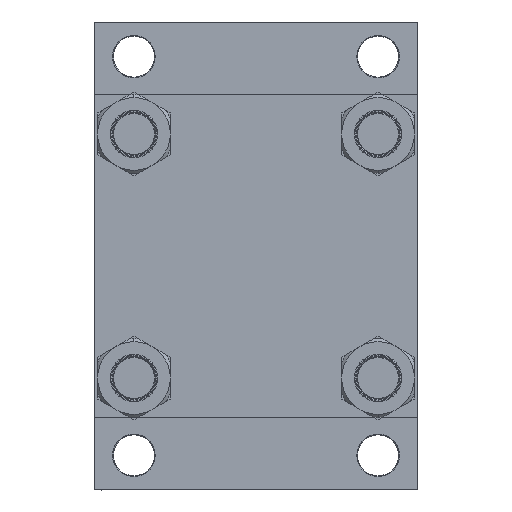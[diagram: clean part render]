
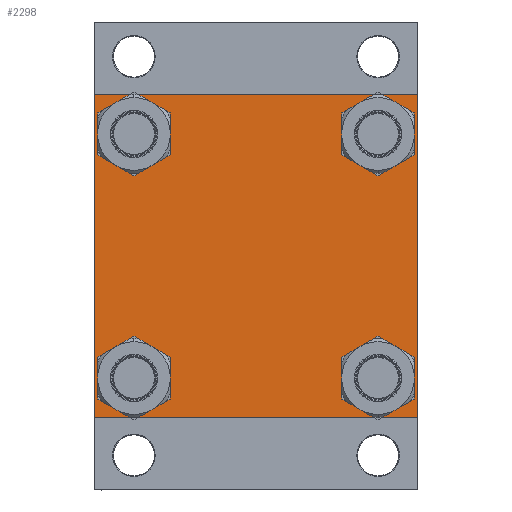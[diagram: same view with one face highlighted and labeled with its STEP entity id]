
A CAD part, left-side view. The second image highlights one B-rep face of the part: STEP entity #2298.
In plain terms, the highlighted planar face has unit normal (-1, 0, 0).
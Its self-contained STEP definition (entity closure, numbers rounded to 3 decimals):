
#564 = DIRECTION ( 'NONE',  ( 0., 0., 1. ) ) ;
#919 = AXIS2_PLACEMENT_3D ( 'NONE', #42838, #31841, #32084 ) ;
#2281 = EDGE_CURVE ( 'NONE', #39308, #35726, #17669, .T. ) ;
#2298 = ADVANCED_FACE ( 'NONE', ( #15405, #40582, #25935, #7119, #37402 ), #45203, .T. ) ;
#2923 = LINE ( 'NONE', #37121, #3363 ) ;
#2953 = CARTESIAN_POINT ( 'NONE',  ( 0., 102., 102.5 ) ) ;
#3142 = LINE ( 'NONE', #37335, #18732 ) ;
#3363 = VECTOR ( 'NONE', #32731, 1000. ) ;
#3978 = DIRECTION ( 'NONE',  ( 0., -0.707, -0.707 ) ) ;
#4275 = AXIS2_PLACEMENT_3D ( 'NONE', #7653, #34758, #564 ) ;
#5031 = EDGE_LOOP ( 'NONE', ( #28037, #39400 ) ) ;
#5405 = CARTESIAN_POINT ( 'NONE',  ( 0., -77.45, 77.45 ) ) ;
#5735 = DIRECTION ( 'NONE',  ( 0., 0., 1. ) ) ;
#6038 = CARTESIAN_POINT ( 'NONE',  ( 0., -77.45, 91.45 ) ) ;
#6903 = CARTESIAN_POINT ( 'NONE',  ( 0., 102.25, -102.25 ) ) ;
#7030 = CARTESIAN_POINT ( 'NONE',  ( 0., 102.5, -102. ) ) ;
#7119 = FACE_BOUND ( 'NONE', #26071, .T. ) ;
#7308 = ORIENTED_EDGE ( 'NONE', *, *, #43781, .T. ) ;
#7653 = CARTESIAN_POINT ( 'NONE',  ( 0., -77.45, -77.45 ) ) ;
#7845 = DIRECTION ( 'NONE',  ( 0., 0., 1. ) ) ;
#8652 = VERTEX_POINT ( 'NONE', #14838 ) ;
#9644 = CARTESIAN_POINT ( 'NONE',  ( 0., -102., -102.5 ) ) ;
#9697 = VERTEX_POINT ( 'NONE', #35338 ) ;
#10112 = CARTESIAN_POINT ( 'NONE',  ( 0., -102.5, 102. ) ) ;
#10355 = ORIENTED_EDGE ( 'NONE', *, *, #29102, .F. ) ;
#10438 = VERTEX_POINT ( 'NONE', #18048 ) ;
#10964 = CARTESIAN_POINT ( 'NONE',  ( 0., -77.45, 63.45 ) ) ;
#11256 = VECTOR ( 'NONE', #41234, 1000. ) ;
#11271 = CARTESIAN_POINT ( 'NONE',  ( 0., 77.45, -77.45 ) ) ;
#11507 = DIRECTION ( 'NONE',  ( 0., 0., 1. ) ) ;
#12306 = ORIENTED_EDGE ( 'NONE', *, *, #31572, .T. ) ;
#12461 = CARTESIAN_POINT ( 'NONE',  ( 0., 102.5, 102.5 ) ) ;
#12653 = EDGE_CURVE ( 'NONE', #40600, #22187, #47424, .T. ) ;
#13580 = ORIENTED_EDGE ( 'NONE', *, *, #20733, .T. ) ;
#13654 = LINE ( 'NONE', #20746, #32138 ) ;
#13962 = DIRECTION ( 'NONE',  ( 0., 0.707, -0.707 ) ) ;
#14178 = CIRCLE ( 'NONE', #41503, 14. ) ;
#14317 = CARTESIAN_POINT ( 'NONE',  ( 0., 77.45, 77.45 ) ) ;
#14838 = CARTESIAN_POINT ( 'NONE',  ( 0., -102., 102.5 ) ) ;
#14974 = CARTESIAN_POINT ( 'NONE',  ( 0., 77.45, -63.45 ) ) ;
#15405 = FACE_BOUND ( 'NONE', #20031, .T. ) ;
#16522 = DIRECTION ( 'NONE',  ( 1., 0., 0. ) ) ;
#16763 = CARTESIAN_POINT ( 'NONE',  ( 0., 77.45, -77.45 ) ) ;
#17638 = CARTESIAN_POINT ( 'NONE',  ( 0., 102.25, 102.25 ) ) ;
#17669 = CIRCLE ( 'NONE', #47290, 14. ) ;
#17671 = LINE ( 'NONE', #32575, #25093 ) ;
#18048 = CARTESIAN_POINT ( 'NONE',  ( 0., -77.45, -63.45 ) ) ;
#18395 = CARTESIAN_POINT ( 'NONE',  ( 0., 77.45, -91.45 ) ) ;
#18622 = VERTEX_POINT ( 'NONE', #10112 ) ;
#18732 = VECTOR ( 'NONE', #36606, 1000. ) ;
#19271 = EDGE_CURVE ( 'NONE', #41939, #19746, #13654, .T. ) ;
#19430 = EDGE_CURVE ( 'NONE', #18622, #8652, #17671, .T. ) ;
#19746 = VERTEX_POINT ( 'NONE', #9644 ) ;
#19776 = CARTESIAN_POINT ( 'NONE',  ( 0., 77.45, 91.45 ) ) ;
#20031 = EDGE_LOOP ( 'NONE', ( #37845, #23641 ) ) ;
#20733 = EDGE_CURVE ( 'NONE', #10438, #9697, #43839, .T. ) ;
#20746 = CARTESIAN_POINT ( 'NONE',  ( 0., 102.5, -102.5 ) ) ;
#20930 = ORIENTED_EDGE ( 'NONE', *, *, #22482, .T. ) ;
#20940 = VERTEX_POINT ( 'NONE', #33815 ) ;
#21716 = VERTEX_POINT ( 'NONE', #6038 ) ;
#22187 = VERTEX_POINT ( 'NONE', #44017 ) ;
#22264 = VECTOR ( 'NONE', #31269, 1000. ) ;
#22482 = EDGE_CURVE ( 'NONE', #19746, #36522, #2923, .T. ) ;
#22880 = ORIENTED_EDGE ( 'NONE', *, *, #19271, .T. ) ;
#23641 = ORIENTED_EDGE ( 'NONE', *, *, #45113, .T. ) ;
#23930 = ORIENTED_EDGE ( 'NONE', *, *, #46721, .T. ) ;
#23933 = LINE ( 'NONE', #12461, #22264 ) ;
#24843 = DIRECTION ( 'NONE',  ( 1., 0., 0. ) ) ;
#24918 = DIRECTION ( 'NONE',  ( 1., 0., 0. ) ) ;
#25093 = VECTOR ( 'NONE', #44040, 1000. ) ;
#25331 = CARTESIAN_POINT ( 'NONE',  ( 0., -102.5, -102. ) ) ;
#25935 = FACE_BOUND ( 'NONE', #5031, .T. ) ;
#26071 = EDGE_LOOP ( 'NONE', ( #7308, #12306 ) ) ;
#26178 = DIRECTION ( 'NONE',  ( -1., 0., 0. ) ) ;
#26257 = AXIS2_PLACEMENT_3D ( 'NONE', #48140, #26178, #7845 ) ;
#26284 = AXIS2_PLACEMENT_3D ( 'NONE', #16763, #16522, #35332 ) ;
#26345 = LINE ( 'NONE', #37570, #11256 ) ;
#27461 = VECTOR ( 'NONE', #3978, 1000. ) ;
#27658 = DIRECTION ( 'NONE',  ( 1., 0., 0. ) ) ;
#28037 = ORIENTED_EDGE ( 'NONE', *, *, #34168, .T. ) ;
#28615 = CIRCLE ( 'NONE', #26284, 14. ) ;
#29102 = EDGE_CURVE ( 'NONE', #40600, #8652, #26345, .T. ) ;
#29629 = LINE ( 'NONE', #6903, #27461 ) ;
#29817 = EDGE_CURVE ( 'NONE', #9697, #10438, #30823, .T. ) ;
#30259 = EDGE_LOOP ( 'NONE', ( #30951, #23930, #22880, #20930, #45677, #37049, #10355, #37068 ) ) ;
#30344 = EDGE_CURVE ( 'NONE', #22187, #33132, #23933, .T. ) ;
#30823 = CIRCLE ( 'NONE', #4275, 14. ) ;
#30951 = ORIENTED_EDGE ( 'NONE', *, *, #30344, .T. ) ;
#31269 = DIRECTION ( 'NONE',  ( 0., 0., -1. ) ) ;
#31553 = DIRECTION ( 'NONE',  ( 0., 0., 1. ) ) ;
#31572 = EDGE_CURVE ( 'NONE', #20940, #46943, #31646, .T. ) ;
#31646 = CIRCLE ( 'NONE', #41803, 14. ) ;
#31841 = DIRECTION ( 'NONE',  ( 1., 0., 0. ) ) ;
#32084 = DIRECTION ( 'NONE',  ( 0., 0., 1. ) ) ;
#32088 = AXIS2_PLACEMENT_3D ( 'NONE', #37055, #24918, #40471 ) ;
#32138 = VECTOR ( 'NONE', #33142, 1000. ) ;
#32575 = CARTESIAN_POINT ( 'NONE',  ( 0., -102.25, 102.25 ) ) ;
#32731 = DIRECTION ( 'NONE',  ( 0., -0.707, 0.707 ) ) ;
#33132 = VERTEX_POINT ( 'NONE', #7030 ) ;
#33142 = DIRECTION ( 'NONE',  ( 0., -1., 0. ) ) ;
#33815 = CARTESIAN_POINT ( 'NONE',  ( 0., 77.45, 63.45 ) ) ;
#34168 = EDGE_CURVE ( 'NONE', #35726, #39308, #28615, .T. ) ;
#34407 = CARTESIAN_POINT ( 'NONE',  ( 0., 102., -102.5 ) ) ;
#34758 = DIRECTION ( 'NONE',  ( 1., 0., 0. ) ) ;
#35298 = CARTESIAN_POINT ( 'NONE',  ( 0., -77.45, -77.45 ) ) ;
#35332 = DIRECTION ( 'NONE',  ( 0., 0., 1. ) ) ;
#35338 = CARTESIAN_POINT ( 'NONE',  ( 0., -77.45, -91.45 ) ) ;
#35726 = VERTEX_POINT ( 'NONE', #14974 ) ;
#36038 = AXIS2_PLACEMENT_3D ( 'NONE', #35298, #46771, #5735 ) ;
#36522 = VERTEX_POINT ( 'NONE', #25331 ) ;
#36606 = DIRECTION ( 'NONE',  ( 0., 0., -1. ) ) ;
#37049 = ORIENTED_EDGE ( 'NONE', *, *, #19430, .T. ) ;
#37055 = CARTESIAN_POINT ( 'NONE',  ( 0., 77.45, 77.45 ) ) ;
#37068 = ORIENTED_EDGE ( 'NONE', *, *, #12653, .T. ) ;
#37121 = CARTESIAN_POINT ( 'NONE',  ( 0., -102.25, -102.25 ) ) ;
#37288 = EDGE_LOOP ( 'NONE', ( #13580, #38568 ) ) ;
#37335 = CARTESIAN_POINT ( 'NONE',  ( 0., -102.5, 102.5 ) ) ;
#37402 = FACE_OUTER_BOUND ( 'NONE', #30259, .T. ) ;
#37570 = CARTESIAN_POINT ( 'NONE',  ( 0., 102.5, 102.5 ) ) ;
#37845 = ORIENTED_EDGE ( 'NONE', *, *, #46796, .T. ) ;
#38568 = ORIENTED_EDGE ( 'NONE', *, *, #29817, .T. ) ;
#39308 = VERTEX_POINT ( 'NONE', #18395 ) ;
#39400 = ORIENTED_EDGE ( 'NONE', *, *, #2281, .T. ) ;
#40471 = DIRECTION ( 'NONE',  ( 0., 0., 1. ) ) ;
#40582 = FACE_BOUND ( 'NONE', #37288, .T. ) ;
#40600 = VERTEX_POINT ( 'NONE', #2953 ) ;
#41234 = DIRECTION ( 'NONE',  ( 0., -1., 0. ) ) ;
#41503 = AXIS2_PLACEMENT_3D ( 'NONE', #5405, #27658, #31553 ) ;
#41765 = VERTEX_POINT ( 'NONE', #10964 ) ;
#41803 = AXIS2_PLACEMENT_3D ( 'NONE', #14317, #24843, #43632 ) ;
#41828 = EDGE_CURVE ( 'NONE', #18622, #36522, #3142, .T. ) ;
#41939 = VERTEX_POINT ( 'NONE', #34407 ) ;
#42238 = CIRCLE ( 'NONE', #919, 14. ) ;
#42838 = CARTESIAN_POINT ( 'NONE',  ( 0., -77.45, 77.45 ) ) ;
#42994 = CIRCLE ( 'NONE', #32088, 14. ) ;
#43632 = DIRECTION ( 'NONE',  ( 0., 0., 1. ) ) ;
#43781 = EDGE_CURVE ( 'NONE', #46943, #20940, #42994, .T. ) ;
#43839 = CIRCLE ( 'NONE', #36038, 14. ) ;
#44017 = CARTESIAN_POINT ( 'NONE',  ( 0., 102.5, 102. ) ) ;
#44040 = DIRECTION ( 'NONE',  ( 0., 0.707, 0.707 ) ) ;
#44956 = DIRECTION ( 'NONE',  ( 1., 0., 0. ) ) ;
#45113 = EDGE_CURVE ( 'NONE', #41765, #21716, #42238, .T. ) ;
#45203 = PLANE ( 'NONE',  #26257 ) ;
#45677 = ORIENTED_EDGE ( 'NONE', *, *, #41828, .F. ) ;
#45954 = VECTOR ( 'NONE', #13962, 1000. ) ;
#46721 = EDGE_CURVE ( 'NONE', #33132, #41939, #29629, .T. ) ;
#46771 = DIRECTION ( 'NONE',  ( 1., 0., 0. ) ) ;
#46796 = EDGE_CURVE ( 'NONE', #21716, #41765, #14178, .T. ) ;
#46943 = VERTEX_POINT ( 'NONE', #19776 ) ;
#47290 = AXIS2_PLACEMENT_3D ( 'NONE', #11271, #44956, #11507 ) ;
#47424 = LINE ( 'NONE', #17638, #45954 ) ;
#48140 = CARTESIAN_POINT ( 'NONE',  ( 0., 0., 0. ) ) ;
